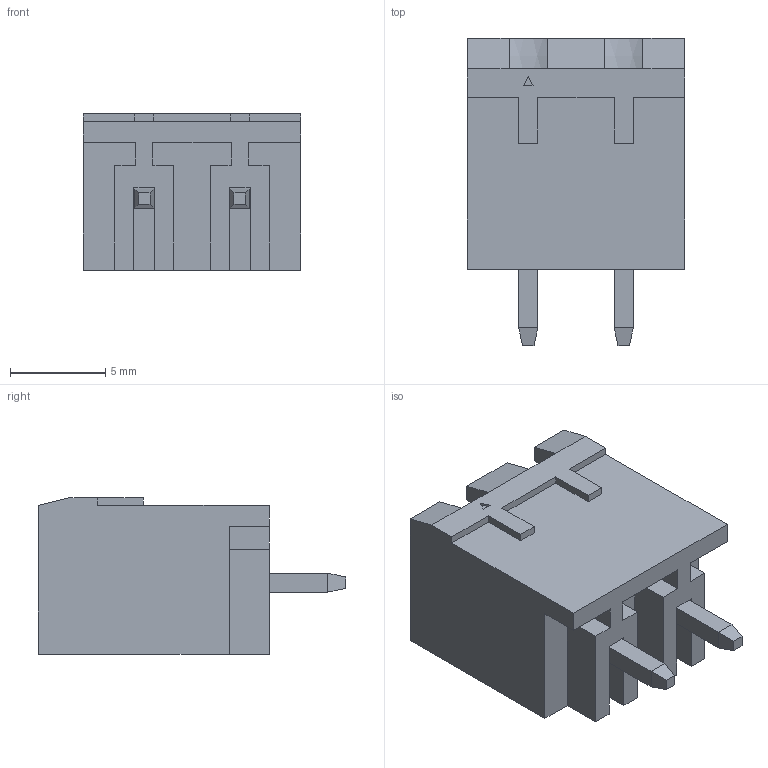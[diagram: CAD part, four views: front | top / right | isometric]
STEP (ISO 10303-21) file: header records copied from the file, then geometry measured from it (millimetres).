
FILE_DESCRIPTION (( 'STEP AP214' ), '1' );
FILE_NAME ('2EDGVC-5.0-02P-14-00AH.STEP', '2021-02-13T21:54:53', ( '' ), ( '' ), 'SwSTEP 2.0', 'SolidWorks 2020', '' );
FILE_SCHEMA (( 'AUTOMOTIVE_DESIGN' ));
Length unit declared in the file: millimetre
Products named in the file (1): 2EDGVC-5.0-02P-14-00AH
Bounding box: 11.4 x 16.1 x 8.2 mm (x, y, z)
Volume: 514.1 mm3; surface area: 1127.6 mm2
Topology: 1 solids, 1 shells, 392 faces, 1052 edges, 692 vertices
Faces by surface type: plane 252, bspline 128, cone 6, cylinder 6
Entity records: 22033 total; most frequent: CARTESIAN_POINT 9901, ORIENTED_EDGE 2104, DIRECTION 1352, EDGE_CURVE 1052, LINE 762, VECTOR 762, VERTEX_POINT 692, EDGE_LOOP 422
